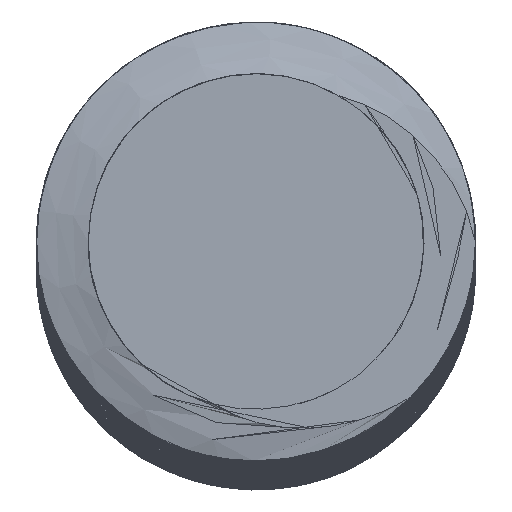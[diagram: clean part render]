
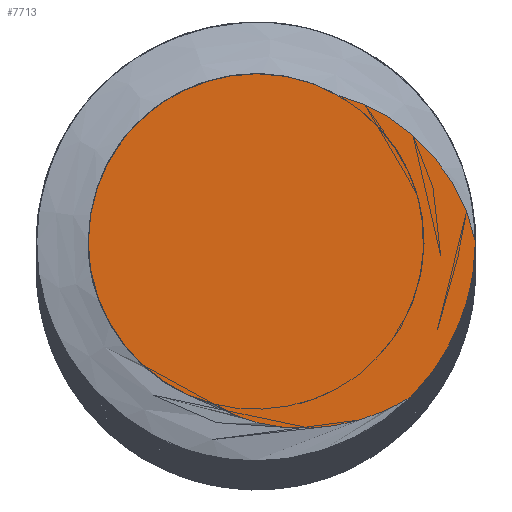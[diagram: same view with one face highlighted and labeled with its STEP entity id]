
A CAD part, top view. The second image highlights one B-rep face of the part: STEP entity #7713.
In plain terms, the highlighted planar face has unit normal (0, 0, 1).
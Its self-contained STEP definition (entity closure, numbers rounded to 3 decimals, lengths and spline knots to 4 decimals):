
#16=PLANE('',#8138);
#425=FACE_OUTER_BOUND('',#832,.T.);
#832=EDGE_LOOP('',(#6899,#6900,#6901,#6902,#6903));
#833=CIRCLE('',#7729,3.9625);
#836=CIRCLE('',#8132,3.0303);
#837=CIRCLE('',#8134,3.0303);
#1642=B_SPLINE_CURVE_WITH_KNOTS('',3,(#30635,#30636,#30637,#30638,#30639,
#30640,#30641,#30642,#30643,#30644,#30645,#30646,#30647,#30648,#30649,#30650,
#30651,#30652,#30653,#30654,#30655,#30656,#30657,#30658,#30659,#30660,#30661,
#30662,#30663,#30664,#30665,#30666,#30667,#30668,#30669,#30670,#30671,#30672,
#30673,#30674,#30675,#30676,#30677,#30678,#30679,#30680,#30681,#30682,#30683,
#30684,#30685,#30686),.UNSPECIFIED.,.F.,.F.,(4,3,3,3,3,3,3,3,3,3,3,3,3,
3,3,3,3,4),(0.,0.0148,0.0431,0.0718,
0.101,0.1111,0.1186,0.1229,
0.1547,0.1862,0.2182,0.2381,
0.2435,0.2486,0.2823,0.3166,
0.351,0.3774),.UNSPECIFIED.);
#1645=B_SPLINE_CURVE_WITH_KNOTS('',3,(#35793,#35794,#35795,#35796,#35797,
#35798,#35799,#35800,#35801,#35802,#35803,#35804,#35805,#35806,#35807,#35808,
#35809,#35810,#35811,#35812,#35813,#35814,#35815,#35816,#35817,#35818,#35819,
#35820,#35821,#35822,#35823,#35824,#35825,#35826,#35827,#35828,#35829,#35830,
#35831,#35832,#35833,#35834,#35835,#35836,#35837,#35838,#35839,#35840,#35841,
#35842,#35843,#35844),.UNSPECIFIED.,.F.,.F.,(4,3,3,3,3,3,3,3,3,3,3,3,3,
3,3,3,3,4),(0.,0.0189,0.0534,0.0878,
0.1217,0.1378,0.1445,0.1492,
0.1812,0.2128,0.2437,0.2607,
0.2673,0.2722,0.3014,0.3303,
0.3585,0.3796),.UNSPECIFIED.);
#2451=VERTEX_POINT('',#9369);
#2452=VERTEX_POINT('',#9383);
#3253=VERTEX_POINT('',#25501);
#3255=VERTEX_POINT('',#25504);
#3257=VERTEX_POINT('',#30634);
#3261=EDGE_CURVE('',#2452,#2451,#833,.F.);
#4462=EDGE_CURVE('',#3255,#3253,#836,.T.);
#4467=EDGE_CURVE('',#3257,#2452,#1642,.T.);
#4469=EDGE_CURVE('',#3253,#3257,#837,.T.);
#4471=EDGE_CURVE('',#2451,#3255,#1645,.T.);
#6899=ORIENTED_EDGE('',*,*,#4467,.T.);
#6900=ORIENTED_EDGE('',*,*,#3261,.T.);
#6901=ORIENTED_EDGE('',*,*,#4471,.T.);
#6902=ORIENTED_EDGE('',*,*,#4462,.T.);
#6903=ORIENTED_EDGE('',*,*,#4469,.T.);
#7713=ADVANCED_FACE('',(#425),#16,.T.);
#7729=AXIS2_PLACEMENT_3D('',#9384,#8144,#8145);
#8132=AXIS2_PLACEMENT_3D('',#25505,#9350,#9351);
#8134=AXIS2_PLACEMENT_3D('',#30695,#9354,#9355);
#8138=AXIS2_PLACEMENT_3D('',#35861,#9362,#9363);
#8144=DIRECTION('center_axis',(0.,0.,-1.));
#8145=DIRECTION('ref_axis',(1.,0.,0.));
#9350=DIRECTION('center_axis',(0.,0.,1.));
#9351=DIRECTION('ref_axis',(1.,0.,0.));
#9354=DIRECTION('center_axis',(0.,0.,1.));
#9355=DIRECTION('ref_axis',(1.,0.,0.));
#9362=DIRECTION('center_axis',(0.,0.,1.));
#9363=DIRECTION('ref_axis',(1.,0.,0.));
#9369=CARTESIAN_POINT('',(3.9625,0.,250.));
#9383=CARTESIAN_POINT('',(2.8019,-2.8019,250.));
#9384=CARTESIAN_POINT('Origin',(0.,0.,250.));
#25501=CARTESIAN_POINT('',(-3.0303,0.,250.));
#25504=CARTESIAN_POINT('',(1.5174,2.623,250.));
#25505=CARTESIAN_POINT('Origin',(0.,0.,250.));
#30634=CARTESIAN_POINT('',(-0.7818,-2.9277,250.));
#30635=CARTESIAN_POINT('Ctrl Pts',(-0.781,-2.9325,
250.));
#30636=CARTESIAN_POINT('Ctrl Pts',(-0.7391,-2.9583,
250.));
#30637=CARTESIAN_POINT('Ctrl Pts',(-0.6966,-2.983,
250.));
#30638=CARTESIAN_POINT('Ctrl Pts',(-0.6535,-3.0064,
250.));
#30639=CARTESIAN_POINT('Ctrl Pts',(-0.5713,-3.0513,
250.));
#30640=CARTESIAN_POINT('Ctrl Pts',(-0.487,-3.0917,
250.));
#30641=CARTESIAN_POINT('Ctrl Pts',(-0.401,-3.128,
250.));
#30642=CARTESIAN_POINT('Ctrl Pts',(-0.3136,-3.1649,
250.));
#30643=CARTESIAN_POINT('Ctrl Pts',(-0.2246,-3.1974,
250.));
#30644=CARTESIAN_POINT('Ctrl Pts',(-0.1341,-3.2256,
250.));
#30645=CARTESIAN_POINT('Ctrl Pts',(-0.0422,-3.2544,
250.));
#30646=CARTESIAN_POINT('Ctrl Pts',(0.0512,-3.2787,
250.));
#30647=CARTESIAN_POINT('Ctrl Pts',(0.1457,-3.2989,
250.));
#30648=CARTESIAN_POINT('Ctrl Pts',(0.1786,-3.3059,
250.));
#30649=CARTESIAN_POINT('Ctrl Pts',(0.2116,-3.3124,
250.));
#30650=CARTESIAN_POINT('Ctrl Pts',(0.2447,-3.3183,
250.));
#30651=CARTESIAN_POINT('Ctrl Pts',(0.2691,-3.3228,
250.));
#30652=CARTESIAN_POINT('Ctrl Pts',(0.2937,-3.3269,
250.));
#30653=CARTESIAN_POINT('Ctrl Pts',(0.3182,-3.3307,
250.));
#30654=CARTESIAN_POINT('Ctrl Pts',(0.3324,-3.333,250.));
#30655=CARTESIAN_POINT('Ctrl Pts',(0.3465,-3.3351,
250.));
#30656=CARTESIAN_POINT('Ctrl Pts',(0.3607,-3.3371,
250.));
#30657=CARTESIAN_POINT('Ctrl Pts',(0.4655,-3.3522,
250.));
#30658=CARTESIAN_POINT('Ctrl Pts',(0.571,-3.3621,
250.));
#30659=CARTESIAN_POINT('Ctrl Pts',(0.6768,-3.3673,
250.));
#30660=CARTESIAN_POINT('Ctrl Pts',(0.7815,-3.3723,
250.));
#30661=CARTESIAN_POINT('Ctrl Pts',(0.8865,-3.3726,
250.));
#30662=CARTESIAN_POINT('Ctrl Pts',(0.9914,-3.3682,250.));
#30663=CARTESIAN_POINT('Ctrl Pts',(1.0979,-3.3638,250.));
#30664=CARTESIAN_POINT('Ctrl Pts',(1.2043,-3.3546,250.));
#30665=CARTESIAN_POINT('Ctrl Pts',(1.3103,-3.3407,250.));
#30666=CARTESIAN_POINT('Ctrl Pts',(1.3763,-3.3321,250.));
#30667=CARTESIAN_POINT('Ctrl Pts',(1.4421,-3.3216,250.));
#30668=CARTESIAN_POINT('Ctrl Pts',(1.5077,-3.3094,250.));
#30669=CARTESIAN_POINT('Ctrl Pts',(1.5255,-3.306,250.));
#30670=CARTESIAN_POINT('Ctrl Pts',(1.5433,-3.3026,250.));
#30671=CARTESIAN_POINT('Ctrl Pts',(1.5611,-3.299,250.));
#30672=CARTESIAN_POINT('Ctrl Pts',(1.5779,-3.2956,250.));
#30673=CARTESIAN_POINT('Ctrl Pts',(1.5946,-3.2921,250.));
#30674=CARTESIAN_POINT('Ctrl Pts',(1.6113,-3.2885,250.));
#30675=CARTESIAN_POINT('Ctrl Pts',(1.7219,-3.2645,250.));
#30676=CARTESIAN_POINT('Ctrl Pts',(1.8313,-3.2355,250.));
#30677=CARTESIAN_POINT('Ctrl Pts',(1.939,-3.2016,250.));
#30678=CARTESIAN_POINT('Ctrl Pts',(2.0482,-3.1673,250.));
#30679=CARTESIAN_POINT('Ctrl Pts',(2.1558,-3.1279,250.));
#30680=CARTESIAN_POINT('Ctrl Pts',(2.2612,-3.0837,250.));
#30681=CARTESIAN_POINT('Ctrl Pts',(2.3673,-3.0391,250.));
#30682=CARTESIAN_POINT('Ctrl Pts',(2.4714,-2.9897,250.));
#30683=CARTESIAN_POINT('Ctrl Pts',(2.5729,-2.9354,250.));
#30684=CARTESIAN_POINT('Ctrl Pts',(2.6507,-2.8937,250.));
#30685=CARTESIAN_POINT('Ctrl Pts',(2.7271,-2.8492,250.));
#30686=CARTESIAN_POINT('Ctrl Pts',(2.8019,-2.8019,250.));
#30695=CARTESIAN_POINT('Origin',(0.,0.,250.));
#35793=CARTESIAN_POINT('Ctrl Pts',(3.9683,0.0026,
250.));
#35794=CARTESIAN_POINT('Ctrl Pts',(3.9547,0.0636,
250.));
#35795=CARTESIAN_POINT('Ctrl Pts',(3.9396,0.1241,250.));
#35796=CARTESIAN_POINT('Ctrl Pts',(3.9229,0.1841,250.));
#35797=CARTESIAN_POINT('Ctrl Pts',(3.8923,0.2941,250.));
#35798=CARTESIAN_POINT('Ctrl Pts',(3.8563,0.4025,250.));
#35799=CARTESIAN_POINT('Ctrl Pts',(3.8153,0.5089,250.));
#35800=CARTESIAN_POINT('Ctrl Pts',(3.7744,0.615,250.));
#35801=CARTESIAN_POINT('Ctrl Pts',(3.7284,0.7193,250.));
#35802=CARTESIAN_POINT('Ctrl Pts',(3.6775,0.8212,250.));
#35803=CARTESIAN_POINT('Ctrl Pts',(3.6275,0.9215,250.));
#35804=CARTESIAN_POINT('Ctrl Pts',(3.5728,1.0196,250.));
#35805=CARTESIAN_POINT('Ctrl Pts',(3.5136,1.1151,250.));
#35806=CARTESIAN_POINT('Ctrl Pts',(3.4854,1.1606,250.));
#35807=CARTESIAN_POINT('Ctrl Pts',(3.4561,1.2055,250.));
#35808=CARTESIAN_POINT('Ctrl Pts',(3.4259,1.2498,250.));
#35809=CARTESIAN_POINT('Ctrl Pts',(3.4133,1.2683,250.));
#35810=CARTESIAN_POINT('Ctrl Pts',(3.4005,1.2866,250.));
#35811=CARTESIAN_POINT('Ctrl Pts',(3.3876,1.3049,250.));
#35812=CARTESIAN_POINT('Ctrl Pts',(3.3787,1.3174,250.));
#35813=CARTESIAN_POINT('Ctrl Pts',(3.3697,1.3299,250.));
#35814=CARTESIAN_POINT('Ctrl Pts',(3.3607,1.3423,250.));
#35815=CARTESIAN_POINT('Ctrl Pts',(3.2978,1.4285,250.));
#35816=CARTESIAN_POINT('Ctrl Pts',(3.2312,1.5119,250.));
#35817=CARTESIAN_POINT('Ctrl Pts',(3.1611,1.5921,250.));
#35818=CARTESIAN_POINT('Ctrl Pts',(3.0922,1.671,250.));
#35819=CARTESIAN_POINT('Ctrl Pts',(3.0199,1.7469,250.));
#35820=CARTESIAN_POINT('Ctrl Pts',(2.9443,1.8194,250.));
#35821=CARTESIAN_POINT('Ctrl Pts',(2.8703,1.8904,250.));
#35822=CARTESIAN_POINT('Ctrl Pts',(2.7931,1.9582,250.));
#35823=CARTESIAN_POINT('Ctrl Pts',(2.7131,2.0225,250.));
#35824=CARTESIAN_POINT('Ctrl Pts',(2.6691,2.0578,250.));
#35825=CARTESIAN_POINT('Ctrl Pts',(2.6242,2.092,250.));
#35826=CARTESIAN_POINT('Ctrl Pts',(2.5785,2.125,250.));
#35827=CARTESIAN_POINT('Ctrl Pts',(2.5607,2.1379,250.));
#35828=CARTESIAN_POINT('Ctrl Pts',(2.5427,2.1506,250.));
#35829=CARTESIAN_POINT('Ctrl Pts',(2.5246,2.1632,250.));
#35830=CARTESIAN_POINT('Ctrl Pts',(2.5113,2.1724,250.));
#35831=CARTESIAN_POINT('Ctrl Pts',(2.4979,2.1816,250.));
#35832=CARTESIAN_POINT('Ctrl Pts',(2.4845,2.1906,250.));
#35833=CARTESIAN_POINT('Ctrl Pts',(2.404,2.2447,250.));
#35834=CARTESIAN_POINT('Ctrl Pts',(2.3213,2.2951,250.));
#35835=CARTESIAN_POINT('Ctrl Pts',(2.2367,2.3415,250.));
#35836=CARTESIAN_POINT('Ctrl Pts',(2.1531,2.3873,250.));
#35837=CARTESIAN_POINT('Ctrl Pts',(2.0677,2.4292,250.));
#35838=CARTESIAN_POINT('Ctrl Pts',(1.9804,2.467,250.));
#35839=CARTESIAN_POINT('Ctrl Pts',(1.895,2.504,250.));
#35840=CARTESIAN_POINT('Ctrl Pts',(1.8078,2.5371,250.));
#35841=CARTESIAN_POINT('Ctrl Pts',(1.719,2.5658,250.));
#35842=CARTESIAN_POINT('Ctrl Pts',(1.6527,2.5873,250.));
#35843=CARTESIAN_POINT('Ctrl Pts',(1.5854,2.6064,250.));
#35844=CARTESIAN_POINT('Ctrl Pts',(1.5174,2.623,250.));
#35861=CARTESIAN_POINT('Origin',(0.,0.,250.));
